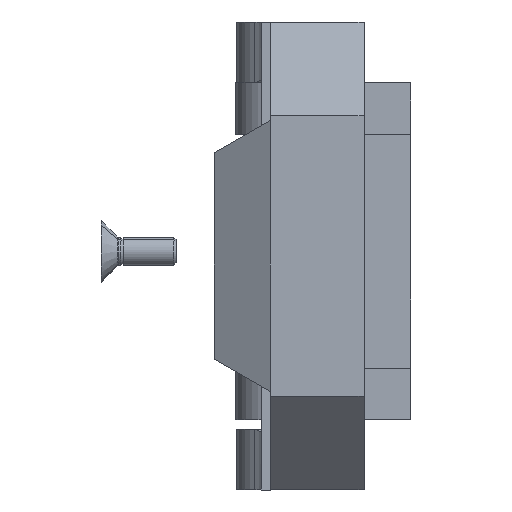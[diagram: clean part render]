
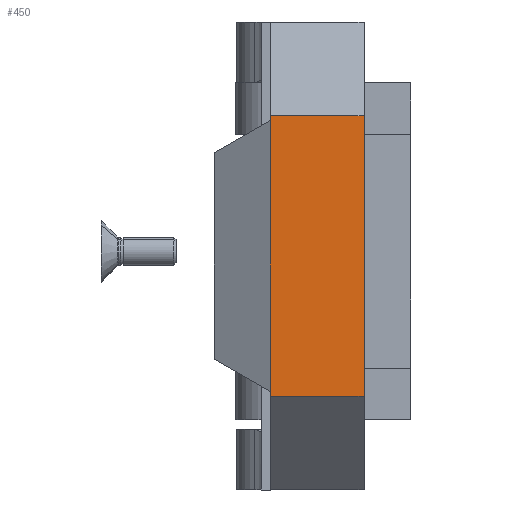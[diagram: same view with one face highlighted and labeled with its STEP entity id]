
A CAD part, left-side view. The second image highlights one B-rep face of the part: STEP entity #450.
In plain terms, the highlighted planar face has unit normal (-1, 0, 0).
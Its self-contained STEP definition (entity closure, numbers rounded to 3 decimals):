
#97 = ORIENTED_EDGE ( 'NONE', *, *, #5663, .F. ) ;
#247 = CARTESIAN_POINT ( 'NONE',  ( -86., 10., 15. ) ) ;
#450 = ADVANCED_FACE ( 'NONE', ( #2524 ), #2494, .T. ) ;
#617 = CARTESIAN_POINT ( 'NONE',  ( -86., 10., 15. ) ) ;
#654 = DIRECTION ( 'NONE',  ( 0., 0., -1. ) ) ;
#830 = LINE ( 'NONE', #3956, #2953 ) ;
#1121 = LINE ( 'NONE', #617, #5009 ) ;
#1760 = EDGE_CURVE ( 'NONE', #2253, #3569, #1121, .T. ) ;
#2253 = VERTEX_POINT ( 'NONE', #247 ) ;
#2414 = DIRECTION ( 'NONE',  ( 0., 0., -1. ) ) ;
#2434 = CARTESIAN_POINT ( 'NONE',  ( -86., 10., -15. ) ) ;
#2494 = PLANE ( 'NONE',  #5465 ) ;
#2524 = FACE_OUTER_BOUND ( 'NONE', #3625, .T. ) ;
#2905 = DIRECTION ( 'NONE',  ( 0., -1., 0. ) ) ;
#2953 = VECTOR ( 'NONE', #5728, 1000. ) ;
#3262 = LINE ( 'NONE', #5057, #5459 ) ;
#3346 = CARTESIAN_POINT ( 'NONE',  ( -86., 0., -15. ) ) ;
#3377 = ORIENTED_EDGE ( 'NONE', *, *, #4738, .F. ) ;
#3393 = DIRECTION ( 'NONE',  ( 0., 0., 1. ) ) ;
#3511 = DIRECTION ( 'NONE',  ( -1., 0., 0. ) ) ;
#3569 = VERTEX_POINT ( 'NONE', #4608 ) ;
#3625 = EDGE_LOOP ( 'NONE', ( #97, #3377, #5449, #4938 ) ) ;
#3740 = CARTESIAN_POINT ( 'NONE',  ( -86., 0., 15. ) ) ;
#3862 = LINE ( 'NONE', #2434, #5649 ) ;
#3946 = CARTESIAN_POINT ( 'NONE',  ( -86., 10., 15. ) ) ;
#3956 = CARTESIAN_POINT ( 'NONE',  ( -86., 10., 15. ) ) ;
#4500 = VERTEX_POINT ( 'NONE', #3346 ) ;
#4608 = CARTESIAN_POINT ( 'NONE',  ( -86., 10., -15. ) ) ;
#4738 = EDGE_CURVE ( 'NONE', #2253, #5027, #830, .T. ) ;
#4938 = ORIENTED_EDGE ( 'NONE', *, *, #5063, .T. ) ;
#5009 = VECTOR ( 'NONE', #2414, 1000. ) ;
#5027 = VERTEX_POINT ( 'NONE', #3740 ) ;
#5057 = CARTESIAN_POINT ( 'NONE',  ( -86., 0., 15. ) ) ;
#5063 = EDGE_CURVE ( 'NONE', #3569, #4500, #3862, .T. ) ;
#5449 = ORIENTED_EDGE ( 'NONE', *, *, #1760, .T. ) ;
#5459 = VECTOR ( 'NONE', #654, 1000. ) ;
#5465 = AXIS2_PLACEMENT_3D ( 'NONE', #3946, #3511, #3393 ) ;
#5649 = VECTOR ( 'NONE', #2905, 1000. ) ;
#5663 = EDGE_CURVE ( 'NONE', #5027, #4500, #3262, .T. ) ;
#5728 = DIRECTION ( 'NONE',  ( 0., -1., 0. ) ) ;
